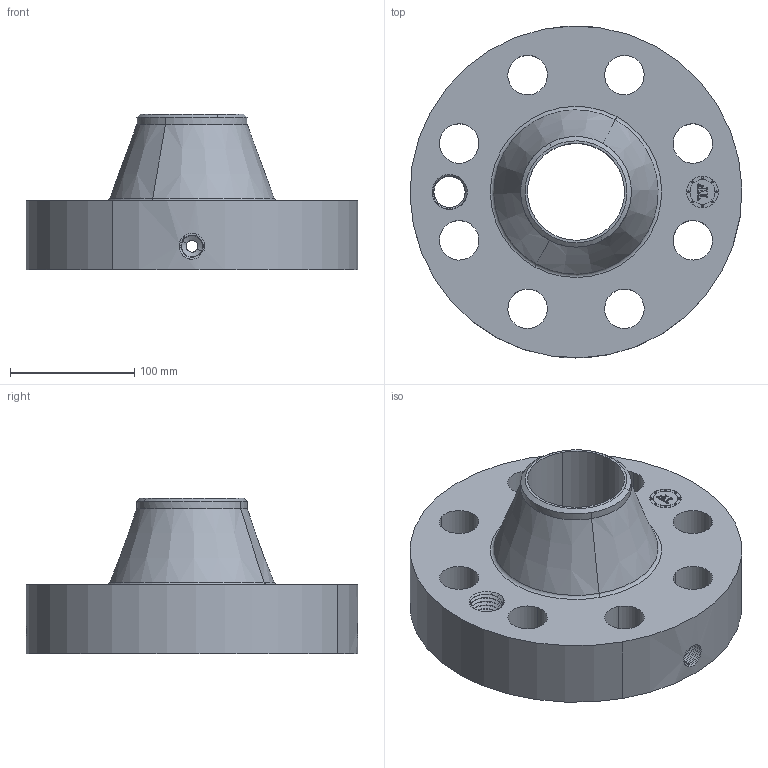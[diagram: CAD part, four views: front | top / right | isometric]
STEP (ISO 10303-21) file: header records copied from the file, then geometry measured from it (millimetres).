
FILE_DESCRIPTION(('3D STEP'),'2;1');
FILE_NAME('3-1500-RTJ-WELD-NECK-40-ORIF-FLANGE.stp','2013-11-03T17:25:09+00:00',('Texas Flange'),(''),'CATIA Version 5 Release 20 SP 6 (IN-10)','CATIA V5 STEP AP214','800-826-3801');
FILE_SCHEMA(('AUTOMOTIVE_DESIGN { 1 0 10303 214 1 1 1 1 }'));
Length unit declared in the file: inch
Products named in the file (1): 3-1500-RTJ-WELD-NECK-40-ORIF-FLANGE
Bounding box: 266.63 x 266.7 x 125.27 mm (x, y, z)
Volume: 2728658.4 mm3; surface area: 246215.7 mm2
Topology: 1 solids, 1 shells, 779 faces, 2110 edges, 1353 vertices
Faces by surface type: plane 370, bspline 253, cylinder 92, cone 54, torus 6, revolution 4
Entity records: 32676 total; most frequent: CARTESIAN_POINT 13353, ORIENTED_EDGE 4220, EDGE_CURVE 2110, DIRECTION 2090, VERTEX_POINT 1353, VECTOR 1185, LINE 1185, EDGE_LOOP 823
